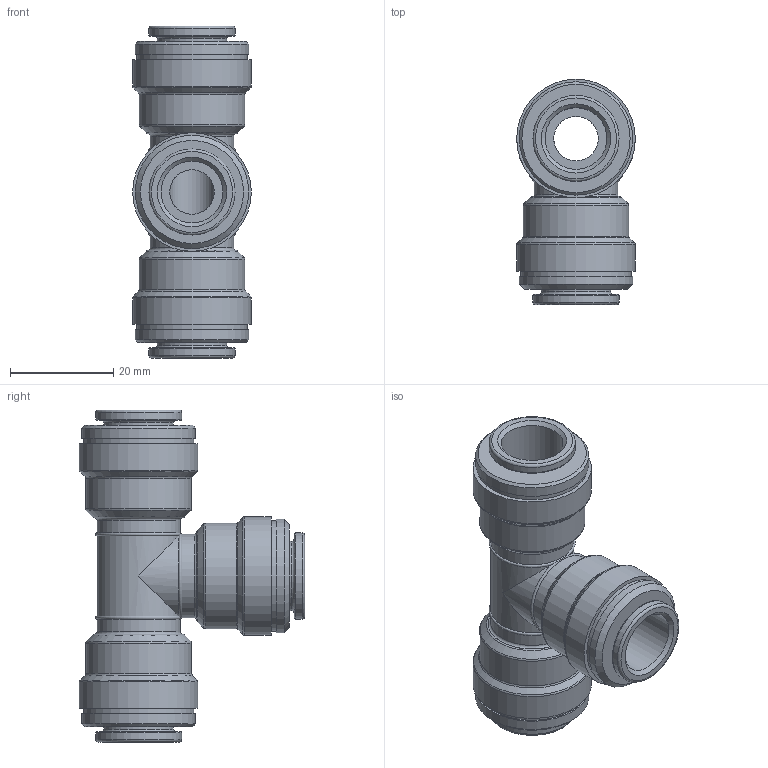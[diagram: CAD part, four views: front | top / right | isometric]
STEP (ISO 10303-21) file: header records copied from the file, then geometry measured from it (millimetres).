
FILE_DESCRIPTION(/* description */ ('STEP AP214'),/* implementation_level */ '2;1');
FILE_NAME(/* name */ '177687_CQT-12',/* time_stamp */ '2024-08-05T16:22:53+02:00',/* author */ ('License CC BY-ND 4.0'),/* organization */ ('CADENAS'),/* preprocessor_version */ 'ST-DEVELOPER v19.3',/* originating_system */ 'PARTsolutions',/* authorisation */ ' ');
FILE_SCHEMA (('AUTOMOTIVE_DESIGN {1 0 10303 214 3 1 1}'));
Length unit declared in the file: millimetre
Products named in the file (1): 177687 CQT-12
Bounding box: 23 x 43.7 x 64.4 mm (x, y, z)
Volume: 17201.2 mm3; surface area: 10301.8 mm2
Topology: 1 solids, 1 shells, 89 faces, 167 edges, 97 vertices
Faces by surface type: cylinder 29, torus 27, plane 21, cone 12
Full cylindrical faces by diameter (mm): 8.65 x2, 12 x3, 13.5 x3, 16.15 x3, 16.7 x3, 20.5 x3, 21.4 x3, 22 x3, 23 x3
Entity records: 1940 total; most frequent: DIRECTION 368, CARTESIAN_POINT 338, ORIENTED_EDGE 196, AXIS2_PLACEMENT_3D 184, EDGE_LOOP 176, FACE_BOUND 176, EDGE_CURVE 98, VERTEX_POINT 94
